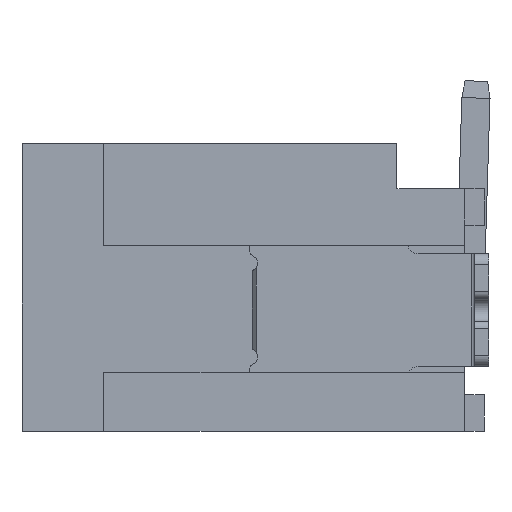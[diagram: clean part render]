
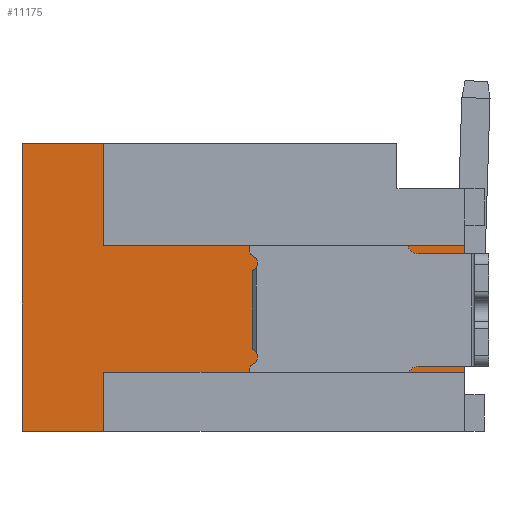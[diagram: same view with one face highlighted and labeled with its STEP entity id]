
A CAD part, left-side view. The second image highlights one B-rep face of the part: STEP entity #11175.
In plain terms, the highlighted planar face has unit normal (-1, 0, 0).
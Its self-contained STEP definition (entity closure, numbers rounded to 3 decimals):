
#19 = VECTOR ( 'NONE', #6881, 1000. ) ;
#223 = LINE ( 'NONE', #10127, #3764 ) ;
#288 = CARTESIAN_POINT ( 'NONE',  ( -7., -4.215, -4.65 ) ) ;
#542 = ORIENTED_EDGE ( 'NONE', *, *, #7654, .T. ) ;
#688 = LINE ( 'NONE', #1866, #9677 ) ;
#823 = LINE ( 'NONE', #4404, #10202 ) ;
#988 = EDGE_CURVE ( 'NONE', #7526, #13992, #3661, .T. ) ;
#1050 = CARTESIAN_POINT ( 'NONE',  ( -7., -7.85, -2.55 ) ) ;
#1056 = EDGE_CURVE ( 'NONE', #6449, #1499, #8394, .T. ) ;
#1154 = VECTOR ( 'NONE', #1974, 1000. ) ;
#1272 = VERTEX_POINT ( 'NONE', #11371 ) ;
#1372 = CARTESIAN_POINT ( 'NONE',  ( -7., -3.325, 0. ) ) ;
#1422 = EDGE_LOOP ( 'NONE', ( #10949, #11151, #12343, #4628, #12410, #9463, #12941, #7524, #542, #3234, #12384, #10344, #2584, #3720 ) ) ;
#1499 = VERTEX_POINT ( 'NONE', #1869 ) ;
#1585 = CARTESIAN_POINT ( 'NONE',  ( -7., -1.45, -1.1 ) ) ;
#1589 = VECTOR ( 'NONE', #12049, 1000. ) ;
#1861 = LINE ( 'NONE', #2974, #10604 ) ;
#1866 = CARTESIAN_POINT ( 'NONE',  ( -7., 0., -2.55 ) ) ;
#1869 = CARTESIAN_POINT ( 'NONE',  ( -7., -1.6, -1.25 ) ) ;
#1974 = DIRECTION ( 'NONE',  ( 0., 0., -1. ) ) ;
#2035 = CARTESIAN_POINT ( 'NONE',  ( -7., -1.6, -4.65 ) ) ;
#2296 = CARTESIAN_POINT ( 'NONE',  ( -7., -1.45, -5.1 ) ) ;
#2375 = AXIS2_PLACEMENT_3D ( 'NONE', #5520, #5447, #12385 ) ;
#2387 = DIRECTION ( 'NONE',  ( 0., 0.707, -0.707 ) ) ;
#2584 = ORIENTED_EDGE ( 'NONE', *, *, #2586, .F. ) ;
#2586 = EDGE_CURVE ( 'NONE', #13992, #7162, #823, .T. ) ;
#2851 = CARTESIAN_POINT ( 'NONE',  ( -7., -6.83, -4.65 ) ) ;
#2974 = CARTESIAN_POINT ( 'NONE',  ( -7., -3.925, -5.1 ) ) ;
#2981 = EDGE_CURVE ( 'NONE', #5688, #8852, #10711, .T. ) ;
#3000 = CARTESIAN_POINT ( 'NONE',  ( -7., -4.215, -1.25 ) ) ;
#3234 = ORIENTED_EDGE ( 'NONE', *, *, #13459, .F. ) ;
#3415 = CARTESIAN_POINT ( 'NONE',  ( -7., 0., -5.1 ) ) ;
#3525 = VECTOR ( 'NONE', #10554, 1000. ) ;
#3661 = LINE ( 'NONE', #1372, #11273 ) ;
#3720 = ORIENTED_EDGE ( 'NONE', *, *, #988, .F. ) ;
#3764 = VECTOR ( 'NONE', #6838, 1000. ) ;
#3941 = CARTESIAN_POINT ( 'NONE',  ( -7., -1.45, 0. ) ) ;
#4285 = LINE ( 'NONE', #8821, #10109 ) ;
#4404 = CARTESIAN_POINT ( 'NONE',  ( -7., -1.45, -0.9 ) ) ;
#4628 = ORIENTED_EDGE ( 'NONE', *, *, #6110, .F. ) ;
#4709 = CARTESIAN_POINT ( 'NONE',  ( -7., -7.85, -1.8 ) ) ;
#5185 = LINE ( 'NONE', #2035, #8465 ) ;
#5227 = VECTOR ( 'NONE', #10406, 1000. ) ;
#5290 = LINE ( 'NONE', #1050, #7058 ) ;
#5447 = DIRECTION ( 'NONE',  ( 1., 0., 0. ) ) ;
#5520 = CARTESIAN_POINT ( 'NONE',  ( -7., -3.925, -2.55 ) ) ;
#5688 = VERTEX_POINT ( 'NONE', #12359 ) ;
#5947 = CARTESIAN_POINT ( 'NONE',  ( -7., -4.65, -1.8 ) ) ;
#6110 = EDGE_CURVE ( 'NONE', #11375, #9992, #5185, .T. ) ;
#6118 = EDGE_CURVE ( 'NONE', #9992, #11796, #12463, .T. ) ;
#6260 = EDGE_CURVE ( 'NONE', #11796, #8934, #1861, .T. ) ;
#6353 = CARTESIAN_POINT ( 'NONE',  ( -7., -1.45, -4.8 ) ) ;
#6449 = VERTEX_POINT ( 'NONE', #13789 ) ;
#6838 = DIRECTION ( 'NONE',  ( 0., 1., 0. ) ) ;
#6881 = DIRECTION ( 'NONE',  ( 0., -0.707, -0.707 ) ) ;
#6953 = CARTESIAN_POINT ( 'NONE',  ( -7., -1.45, -1.1 ) ) ;
#7058 = VECTOR ( 'NONE', #13192, 1000. ) ;
#7162 = VERTEX_POINT ( 'NONE', #1585 ) ;
#7524 = ORIENTED_EDGE ( 'NONE', *, *, #14078, .F. ) ;
#7526 = VERTEX_POINT ( 'NONE', #7659 ) ;
#7654 = EDGE_CURVE ( 'NONE', #12581, #1272, #9209, .T. ) ;
#7659 = CARTESIAN_POINT ( 'NONE',  ( -7., 0., 0. ) ) ;
#7714 = EDGE_CURVE ( 'NONE', #8852, #11375, #13777, .T. ) ;
#7907 = EDGE_CURVE ( 'NONE', #7162, #1499, #11453, .T. ) ;
#8051 = DIRECTION ( 'NONE',  ( 0., 0., -1. ) ) ;
#8394 = LINE ( 'NONE', #3000, #1589 ) ;
#8465 = VECTOR ( 'NONE', #2387, 1000. ) ;
#8821 = CARTESIAN_POINT ( 'NONE',  ( -7., -6.83, -1.525 ) ) ;
#8852 = VERTEX_POINT ( 'NONE', #2851 ) ;
#8934 = VERTEX_POINT ( 'NONE', #3415 ) ;
#8953 = CARTESIAN_POINT ( 'NONE',  ( -7., -7.85, -4.05 ) ) ;
#9209 = LINE ( 'NONE', #5947, #11583 ) ;
#9463 = ORIENTED_EDGE ( 'NONE', *, *, #2981, .F. ) ;
#9547 = DIRECTION ( 'NONE',  ( 0., 0., 1. ) ) ;
#9677 = VECTOR ( 'NONE', #9547, 1000. ) ;
#9694 = DIRECTION ( 'NONE',  ( 0., 1., 0. ) ) ;
#9826 = FACE_OUTER_BOUND ( 'NONE', #1422, .T. ) ;
#9992 = VERTEX_POINT ( 'NONE', #6353 ) ;
#10109 = VECTOR ( 'NONE', #8051, 1000. ) ;
#10127 = CARTESIAN_POINT ( 'NONE',  ( -7., -3.925, -4.05 ) ) ;
#10202 = VECTOR ( 'NONE', #14524, 1000. ) ;
#10344 = ORIENTED_EDGE ( 'NONE', *, *, #7907, .F. ) ;
#10406 = DIRECTION ( 'NONE',  ( 0., 0., -1. ) ) ;
#10554 = DIRECTION ( 'NONE',  ( 0., 1., 0. ) ) ;
#10604 = VECTOR ( 'NONE', #9694, 1000. ) ;
#10711 = LINE ( 'NONE', #12770, #5227 ) ;
#10949 = ORIENTED_EDGE ( 'NONE', *, *, #11588, .F. ) ;
#11040 = PLANE ( 'NONE',  #2375 ) ;
#11151 = ORIENTED_EDGE ( 'NONE', *, *, #6260, .F. ) ;
#11175 = ADVANCED_FACE ( 'NONE', ( #9826 ), #11040, .F. ) ;
#11273 = VECTOR ( 'NONE', #11607, 1000. ) ;
#11371 = CARTESIAN_POINT ( 'NONE',  ( -7., -6.83, -1.8 ) ) ;
#11375 = VERTEX_POINT ( 'NONE', #13523 ) ;
#11453 = LINE ( 'NONE', #6953, #19 ) ;
#11583 = VECTOR ( 'NONE', #13841, 1000. ) ;
#11588 = EDGE_CURVE ( 'NONE', #8934, #7526, #688, .T. ) ;
#11607 = DIRECTION ( 'NONE',  ( 0., -1., 0. ) ) ;
#11796 = VERTEX_POINT ( 'NONE', #2296 ) ;
#12049 = DIRECTION ( 'NONE',  ( 0., 1., 0. ) ) ;
#12123 = CARTESIAN_POINT ( 'NONE',  ( -7., -1.45, -2.55 ) ) ;
#12343 = ORIENTED_EDGE ( 'NONE', *, *, #6118, .F. ) ;
#12359 = CARTESIAN_POINT ( 'NONE',  ( -7., -6.83, -4.05 ) ) ;
#12384 = ORIENTED_EDGE ( 'NONE', *, *, #1056, .T. ) ;
#12385 = DIRECTION ( 'NONE',  ( 0., 0., -1. ) ) ;
#12410 = ORIENTED_EDGE ( 'NONE', *, *, #7714, .F. ) ;
#12463 = LINE ( 'NONE', #12123, #1154 ) ;
#12581 = VERTEX_POINT ( 'NONE', #4709 ) ;
#12770 = CARTESIAN_POINT ( 'NONE',  ( -7., -6.83, -2.55 ) ) ;
#12941 = ORIENTED_EDGE ( 'NONE', *, *, #14225, .F. ) ;
#13192 = DIRECTION ( 'NONE',  ( 0., 0., -1. ) ) ;
#13459 = EDGE_CURVE ( 'NONE', #6449, #1272, #4285, .T. ) ;
#13523 = CARTESIAN_POINT ( 'NONE',  ( -7., -1.6, -4.65 ) ) ;
#13712 = VERTEX_POINT ( 'NONE', #8953 ) ;
#13777 = LINE ( 'NONE', #288, #3525 ) ;
#13789 = CARTESIAN_POINT ( 'NONE',  ( -7., -6.83, -1.25 ) ) ;
#13841 = DIRECTION ( 'NONE',  ( 0., 1., 0. ) ) ;
#13992 = VERTEX_POINT ( 'NONE', #3941 ) ;
#14078 = EDGE_CURVE ( 'NONE', #12581, #13712, #5290, .T. ) ;
#14225 = EDGE_CURVE ( 'NONE', #13712, #5688, #223, .T. ) ;
#14524 = DIRECTION ( 'NONE',  ( 0., 0., -1. ) ) ;
